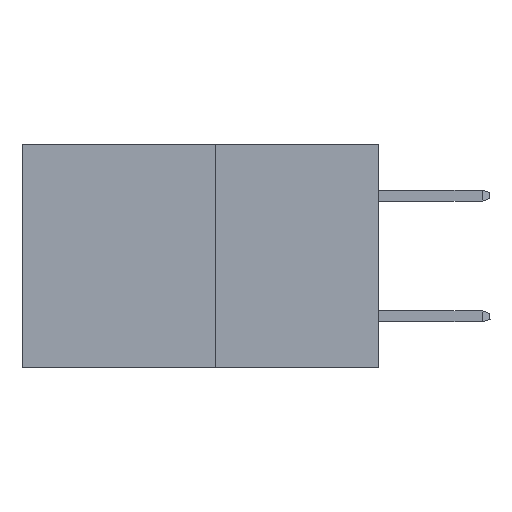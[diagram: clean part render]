
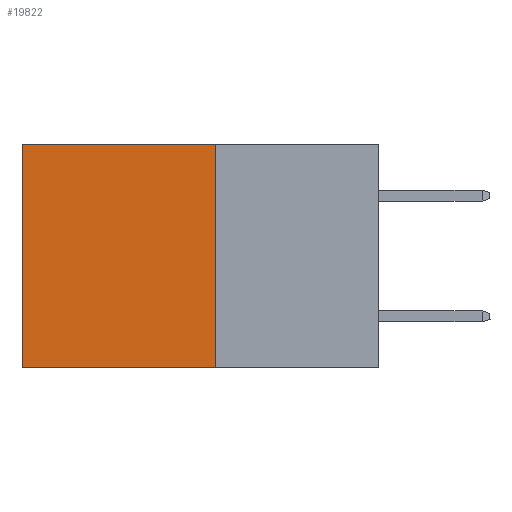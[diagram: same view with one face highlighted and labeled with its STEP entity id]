
A CAD part, left-side view. The second image highlights one B-rep face of the part: STEP entity #19822.
In plain terms, the highlighted planar face has unit normal (-1, 0, 0).
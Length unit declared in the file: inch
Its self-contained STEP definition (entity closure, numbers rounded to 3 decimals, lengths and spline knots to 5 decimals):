
#109 = VERTEX_POINT ( 'NONE', #372 ) ;
#116 = LINE ( 'NONE', #6374, #19153 ) ;
#328 = EDGE_LOOP ( 'NONE', ( #21993, #15112, #15519, #4097 ) ) ;
#372 = CARTESIAN_POINT ( 'NONE',  ( 0.277, 0.59, -0.37 ) ) ;
#475 = PLANE ( 'NONE',  #14087 ) ;
#1187 = DIRECTION ( 'NONE',  ( 0., 1., 0. ) ) ;
#2243 = CARTESIAN_POINT ( 'NONE',  ( 0.277, 0.27, -0.37 ) ) ;
#2257 = VERTEX_POINT ( 'NONE', #3327 ) ;
#2652 = VECTOR ( 'NONE', #13612, 39.37008 ) ;
#3221 = VERTEX_POINT ( 'NONE', #3508 ) ;
#3327 = CARTESIAN_POINT ( 'NONE',  ( 0.277, 0.27, -0.37 ) ) ;
#3508 = CARTESIAN_POINT ( 'NONE',  ( 0.277, 0.27, 0. ) ) ;
#4003 = LINE ( 'NONE', #13355, #8608 ) ;
#4010 = DIRECTION ( 'NONE',  ( 1., 0., 0. ) ) ;
#4097 = ORIENTED_EDGE ( 'NONE', *, *, #19378, .T. ) ;
#4284 = LINE ( 'NONE', #22024, #22206 ) ;
#6374 = CARTESIAN_POINT ( 'NONE',  ( 0.277, 0.27, 0. ) ) ;
#6709 = CARTESIAN_POINT ( 'NONE',  ( 0.277, 0.27, -0.37 ) ) ;
#8216 = DIRECTION ( 'NONE',  ( 0., 1., 0. ) ) ;
#8608 = VECTOR ( 'NONE', #15105, 39.37008 ) ;
#9904 = FACE_OUTER_BOUND ( 'NONE', #328, .T. ) ;
#12932 = EDGE_CURVE ( 'NONE', #2257, #109, #4284, .T. ) ;
#13027 = EDGE_CURVE ( 'NONE', #3221, #2257, #16494, .T. ) ;
#13355 = CARTESIAN_POINT ( 'NONE',  ( 0.277, 0.59, -0.37 ) ) ;
#13612 = DIRECTION ( 'NONE',  ( 0., 0., -1. ) ) ;
#14087 = AXIS2_PLACEMENT_3D ( 'NONE', #2243, #4010, #16137 ) ;
#14643 = VERTEX_POINT ( 'NONE', #16194 ) ;
#15105 = DIRECTION ( 'NONE',  ( 0., 0., -1. ) ) ;
#15112 = ORIENTED_EDGE ( 'NONE', *, *, #12932, .F. ) ;
#15519 = ORIENTED_EDGE ( 'NONE', *, *, #13027, .F. ) ;
#16137 = DIRECTION ( 'NONE',  ( 0., 0., -1. ) ) ;
#16194 = CARTESIAN_POINT ( 'NONE',  ( 0.277, 0.59, 0. ) ) ;
#16494 = LINE ( 'NONE', #6709, #2652 ) ;
#18313 = EDGE_CURVE ( 'NONE', #14643, #109, #4003, .T. ) ;
#19153 = VECTOR ( 'NONE', #1187, 39.37008 ) ;
#19378 = EDGE_CURVE ( 'NONE', #3221, #14643, #116, .T. ) ;
#19822 = ADVANCED_FACE ( 'NONE', ( #9904 ), #475, .F. ) ;
#21993 = ORIENTED_EDGE ( 'NONE', *, *, #18313, .T. ) ;
#22024 = CARTESIAN_POINT ( 'NONE',  ( 0.277, 0.27, -0.37 ) ) ;
#22206 = VECTOR ( 'NONE', #8216, 39.37008 ) ;
